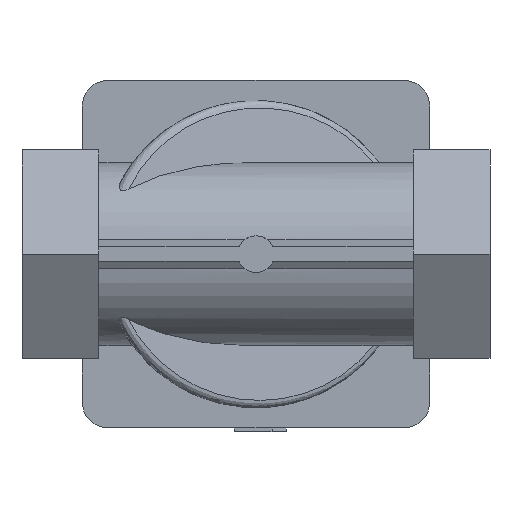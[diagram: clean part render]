
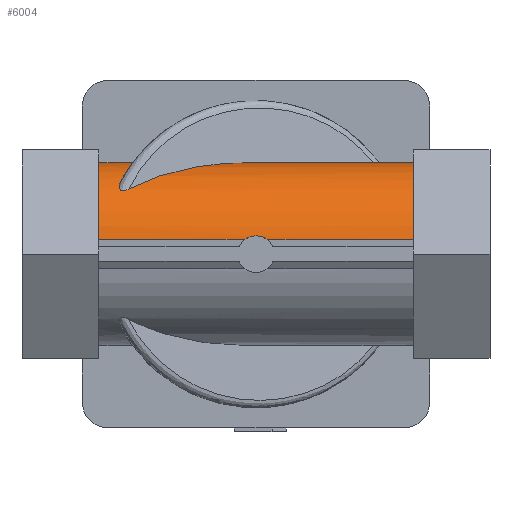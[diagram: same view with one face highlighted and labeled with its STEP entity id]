
A CAD part, front view. The second image highlights one B-rep face of the part: STEP entity #6004.
In plain terms, the highlighted cylindrical face has radius 25 mm (diameter 50 mm), a partial arc.
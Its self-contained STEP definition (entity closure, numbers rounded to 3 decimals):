
#110=ELLIPSE('',#6420,52.049,25.);
#129=B_SPLINE_CURVE_WITH_KNOTS('',3,(#8961,#8962,#8963,#8964,#8965,#8966),
 .UNSPECIFIED.,.F.,.F.,(4,2,4),(0.,0.189,0.308),
 .UNSPECIFIED.);
#130=B_SPLINE_CURVE_WITH_KNOTS('',3,(#8968,#8969,#8970,#8971,#8972,#8973),
 .UNSPECIFIED.,.F.,.F.,(4,2,4),(-0.308,-0.189,0.),
 .UNSPECIFIED.);
#133=B_SPLINE_CURVE_WITH_KNOTS('',3,(#9070,#9071,#9072,#9073,#9074,#9075,
#9076,#9077,#9078,#9079,#9080,#9081,#9082,#9083,#9084,#9085,#9086,#9087),
 .UNSPECIFIED.,.F.,.F.,(4,2,2,2,2,2,2,2,4),(0.,0.121,0.191,
0.241,0.288,0.347,0.432,
0.525,0.629),.UNSPECIFIED.);
#134=B_SPLINE_CURVE_WITH_KNOTS('',3,(#9089,#9090,#9091,#9092,#9093,#9094,
#9095,#9096,#9097,#9098,#9099,#9100,#9101),.UNSPECIFIED.,.F.,.F.,(4,3,2,
2,2,4),(-0.023,0.,0.487,0.974,1.461,
1.662),.UNSPECIFIED.);
#475=FACE_OUTER_BOUND('',#830,.T.);
#830=EDGE_LOOP('',(#4327,#4328,#4329,#4330,#4331,#4332,#4333,#4334,#4335,
#4336,#4337));
#1259=LINE('',#9023,#1862);
#1264=LINE('',#9032,#1867);
#1279=LINE('',#9066,#1882);
#1280=LINE('',#9102,#1883);
#1862=VECTOR('',#7153,10.);
#1867=VECTOR('',#7160,10.);
#1882=VECTOR('',#7191,10.);
#1883=VECTOR('',#7194,10.);
#2416=CIRCLE('',#6417,25.);
#2417=CIRCLE('',#6419,25.);
#2686=VERTEX_POINT('',#8957);
#2688=VERTEX_POINT('',#8960);
#2689=VERTEX_POINT('',#8967);
#2699=VERTEX_POINT('',#9022);
#2702=VERTEX_POINT('',#9030);
#2708=VERTEX_POINT('',#9053);
#2712=VERTEX_POINT('',#9063);
#2713=VERTEX_POINT('',#9065);
#2714=VERTEX_POINT('',#9067);
#2715=VERTEX_POINT('',#9069);
#2716=VERTEX_POINT('',#9088);
#3307=EDGE_CURVE('',#2688,#2686,#129,.T.);
#3308=EDGE_CURVE('',#2689,#2688,#130,.T.);
#3320=EDGE_CURVE('',#2699,#2689,#1259,.T.);
#3325=EDGE_CURVE('',#2686,#2702,#1264,.T.);
#3336=EDGE_CURVE('',#2699,#2708,#2416,.T.);
#3341=EDGE_CURVE('',#2712,#2702,#2417,.T.);
#3342=EDGE_CURVE('',#2713,#2712,#1279,.T.);
#3343=EDGE_CURVE('',#2714,#2713,#110,.T.);
#3344=EDGE_CURVE('',#2715,#2714,#133,.F.);
#3345=EDGE_CURVE('',#2716,#2715,#134,.T.);
#3346=EDGE_CURVE('',#2708,#2716,#1280,.T.);
#4327=ORIENTED_EDGE('',*,*,#3307,.T.);
#4328=ORIENTED_EDGE('',*,*,#3325,.T.);
#4329=ORIENTED_EDGE('',*,*,#3341,.F.);
#4330=ORIENTED_EDGE('',*,*,#3342,.F.);
#4331=ORIENTED_EDGE('',*,*,#3343,.F.);
#4332=ORIENTED_EDGE('',*,*,#3344,.F.);
#4333=ORIENTED_EDGE('',*,*,#3345,.F.);
#4334=ORIENTED_EDGE('',*,*,#3346,.F.);
#4335=ORIENTED_EDGE('',*,*,#3336,.F.);
#4336=ORIENTED_EDGE('',*,*,#3320,.T.);
#4337=ORIENTED_EDGE('',*,*,#3308,.T.);
#5889=CYLINDRICAL_SURFACE('',#6418,25.);
#6004=ADVANCED_FACE('',(#475),#5889,.T.);
#6417=AXIS2_PLACEMENT_3D('',#9054,#7181,#7182);
#6418=AXIS2_PLACEMENT_3D('',#9062,#7187,#7188);
#6419=AXIS2_PLACEMENT_3D('',#9064,#7189,#7190);
#6420=AXIS2_PLACEMENT_3D('',#9068,#7192,#7193);
#7153=DIRECTION('',(1.,0.,0.));
#7160=DIRECTION('',(1.,0.,0.));
#7181=DIRECTION('center_axis',(-1.,0.,0.));
#7182=DIRECTION('ref_axis',(0.,0.009,1.));
#7187=DIRECTION('center_axis',(1.,0.,0.));
#7188=DIRECTION('ref_axis',(0.,0.009,1.));
#7189=DIRECTION('center_axis',(1.,0.,0.));
#7190=DIRECTION('ref_axis',(0.,0.009,1.));
#7191=DIRECTION('',(1.,0.,0.));
#7192=DIRECTION('center_axis',(-0.48,0.877,0.));
#7193=DIRECTION('ref_axis',(0.877,0.48,0.));
#7194=DIRECTION('',(1.,0.,0.));
#8957=CARTESIAN_POINT('',(3.,-49.178,4.));
#8960=CARTESIAN_POINT('',(0.,-48.995,5.));
#8961=CARTESIAN_POINT('Ctrl Pts',(0.,-48.995,
5.));
#8962=CARTESIAN_POINT('Ctrl Pts',(0.63,-48.995,5.));
#8963=CARTESIAN_POINT('Ctrl Pts',(1.3,-49.022,4.874));
#8964=CARTESIAN_POINT('Ctrl Pts',(2.304,-49.1,4.457));
#8965=CARTESIAN_POINT('Ctrl Pts',(2.671,-49.138,4.246));
#8966=CARTESIAN_POINT('Ctrl Pts',(3.,-49.178,4.));
#8967=CARTESIAN_POINT('',(-3.,-49.178,4.));
#8968=CARTESIAN_POINT('Ctrl Pts',(-3.,-49.178,4.));
#8969=CARTESIAN_POINT('Ctrl Pts',(-2.671,-49.138,4.246));
#8970=CARTESIAN_POINT('Ctrl Pts',(-2.304,-49.1,4.457));
#8971=CARTESIAN_POINT('Ctrl Pts',(-1.3,-49.022,4.874));
#8972=CARTESIAN_POINT('Ctrl Pts',(-0.63,-48.995,
5.));
#8973=CARTESIAN_POINT('Ctrl Pts',(0.,-48.995,
5.));
#9022=CARTESIAN_POINT('',(-43.,-49.178,4.));
#9023=CARTESIAN_POINT('',(0.,-49.178,4.));
#9030=CARTESIAN_POINT('',(43.,-49.178,4.));
#9032=CARTESIAN_POINT('',(0.,-49.178,4.));
#9053=CARTESIAN_POINT('',(-43.,-24.273,24.999));
#9054=CARTESIAN_POINT('Origin',(-43.,-24.5,0.));
#9062=CARTESIAN_POINT('Origin',(0.,-24.5,0.));
#9063=CARTESIAN_POINT('',(43.,-24.273,24.999));
#9064=CARTESIAN_POINT('Origin',(43.,-24.5,0.));
#9065=CARTESIAN_POINT('',(-2.324,-24.273,24.999));
#9066=CARTESIAN_POINT('',(0.,-24.273,24.999));
#9067=CARTESIAN_POINT('',(-34.885,-42.103,17.752));
#9068=CARTESIAN_POINT('Origin',(-2.739,-24.5,0.));
#9069=CARTESIAN_POINT('',(-37.186,-40.114,19.525));
#9070=CARTESIAN_POINT('Ctrl Pts',(-34.885,-42.103,17.752));
#9071=CARTESIAN_POINT('Ctrl Pts',(-35.203,-42.278,17.579));
#9072=CARTESIAN_POINT('Ctrl Pts',(-35.517,-42.405,17.448));
#9073=CARTESIAN_POINT('Ctrl Pts',(-35.988,-42.513,17.336));
#9074=CARTESIAN_POINT('Ctrl Pts',(-36.172,-42.537,17.311));
#9075=CARTESIAN_POINT('Ctrl Pts',(-36.484,-42.525,17.324));
#9076=CARTESIAN_POINT('Ctrl Pts',(-36.61,-42.504,17.345));
#9077=CARTESIAN_POINT('Ctrl Pts',(-36.838,-42.427,17.425));
#9078=CARTESIAN_POINT('Ctrl Pts',(-36.934,-42.375,17.478));
#9079=CARTESIAN_POINT('Ctrl Pts',(-37.121,-42.234,17.621));
#9080=CARTESIAN_POINT('Ctrl Pts',(-37.201,-42.141,17.715));
#9081=CARTESIAN_POINT('Ctrl Pts',(-37.35,-41.897,17.955));
#9082=CARTESIAN_POINT('Ctrl Pts',(-37.409,-41.725,18.121));
#9083=CARTESIAN_POINT('Ctrl Pts',(-37.463,-41.311,18.506));
#9084=CARTESIAN_POINT('Ctrl Pts',(-37.451,-41.084,18.71));
#9085=CARTESIAN_POINT('Ctrl Pts',(-37.368,-40.612,19.119));
#9086=CARTESIAN_POINT('Ctrl Pts',(-37.289,-40.36,19.328));
#9087=CARTESIAN_POINT('Ctrl Pts',(-37.186,-40.114,19.525));
#9088=CARTESIAN_POINT('',(-33.75,-24.273,24.999));
#9089=CARTESIAN_POINT('Ctrl Pts',(-33.75,-24.273,24.999));
#9090=CARTESIAN_POINT('Ctrl Pts',(-33.749,-24.349,25.));
#9091=CARTESIAN_POINT('Ctrl Pts',(-33.749,-24.424,25.));
#9092=CARTESIAN_POINT('Ctrl Pts',(-33.749,-24.5,25.));
#9093=CARTESIAN_POINT('Ctrl Pts',(-33.749,-26.123,25.));
#9094=CARTESIAN_POINT('Ctrl Pts',(-33.87,-27.782,24.84));
#9095=CARTESIAN_POINT('Ctrl Pts',(-34.34,-31.047,24.185));
#9096=CARTESIAN_POINT('Ctrl Pts',(-34.689,-32.654,23.691));
#9097=CARTESIAN_POINT('Ctrl Pts',(-35.533,-35.713,22.406));
#9098=CARTESIAN_POINT('Ctrl Pts',(-36.027,-37.169,21.613));
#9099=CARTESIAN_POINT('Ctrl Pts',(-36.755,-39.066,20.329));
#9100=CARTESIAN_POINT('Ctrl Pts',(-36.97,-39.601,19.935));
#9101=CARTESIAN_POINT('Ctrl Pts',(-37.186,-40.114,19.525));
#9102=CARTESIAN_POINT('',(0.,-24.273,24.999));
